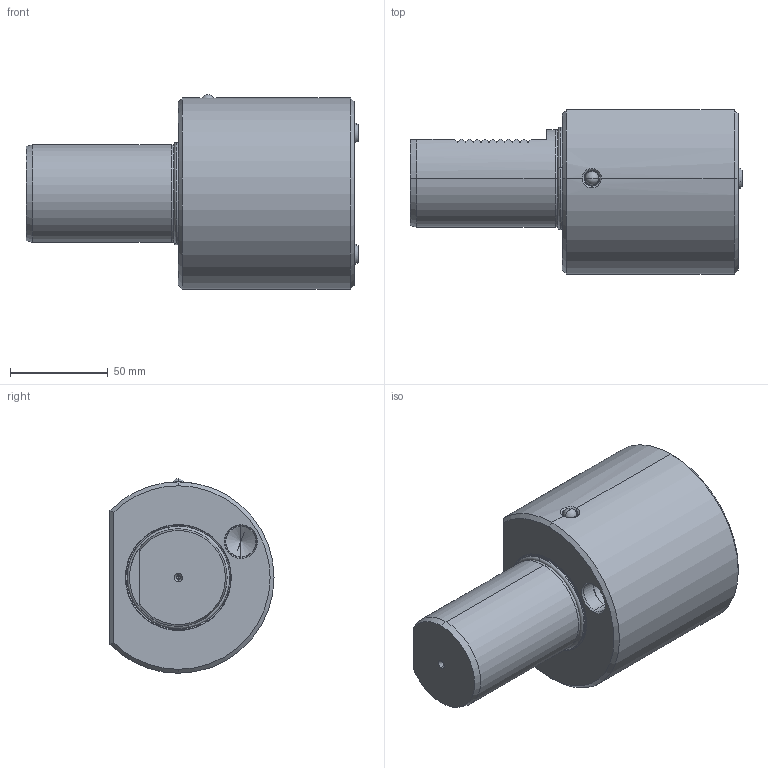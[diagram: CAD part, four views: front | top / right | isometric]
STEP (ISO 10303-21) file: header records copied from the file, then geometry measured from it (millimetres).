
FILE_DESCRIPTION (( 'STEP AP203' ), '1' );
FILE_NAME ('509.52.40.STEP', '2016-11-26T07:00:51', ( '' ), ( '' ), 'SwSTEP 2.0', 'SolidWorks 2012', '' );
FILE_SCHEMA (( 'CONFIG_CONTROL_DESIGN' ));
Products named in the file (8): 出水銅嘴; 8止水鉚珠; 509.52.40; O型環48.7; M12xP1.5x16L; 皿頭_M5; 管螺文螺絲; VDI50        E2_40
Assembly tree (11 placements, depth 2):
  509.52.40
    VDI50        E2_40
    M12xP1.5x16L  x3
    管螺文螺絲
    皿頭_M5  x2
    出水銅嘴  x2
    O型環48.7
    8止水鉚珠
Bounding box: 170 x 84 x 99.6 mm (x, y, z)
Volume: 651493 mm3; surface area: 79402.1 mm2
Topology: 12 solids, 12 shells, 618 faces, 1656 edges, 1048 vertices
Faces by surface type: cylinder 278, cone 179, plane 108, bspline 35, torus 12, sphere 6
Entity records: 47234 total; most frequent: CARTESIAN_POINT 35530, ORIENTED_EDGE 2558, DIRECTION 1941, EDGE_CURVE 1279, VERTEX_POINT 808, AXIS2_PLACEMENT_3D 733, EDGE_LOOP 513, ADVANCED_FACE 490
